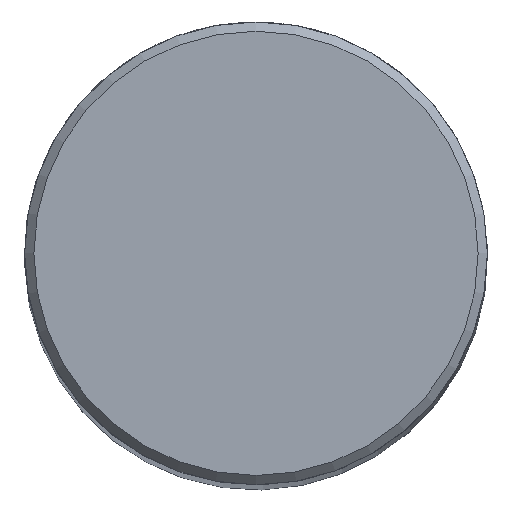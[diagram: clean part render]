
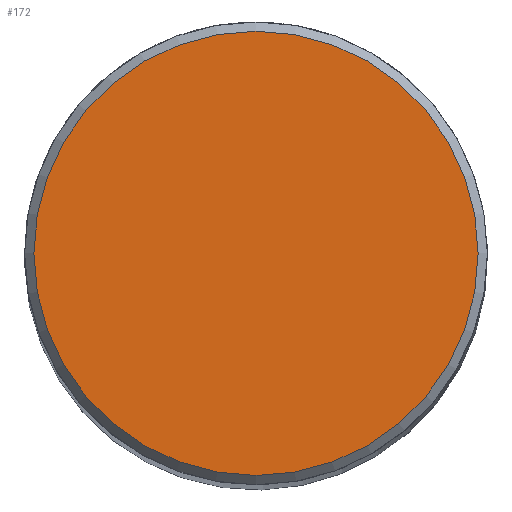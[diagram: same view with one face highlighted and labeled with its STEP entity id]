
A CAD part, top view. The second image highlights one B-rep face of the part: STEP entity #172.
In plain terms, the highlighted planar face has unit normal (0, 0, 1).
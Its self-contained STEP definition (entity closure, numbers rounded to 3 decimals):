
#172=ADVANCED_FACE('',(#253),#254,.T.);
#253=FACE_OUTER_BOUND('',#311,.T.);
#254=PLANE('',#312);
#311=EDGE_LOOP('',(#377));
#312=AXIS2_PLACEMENT_3D('',#378,#379,#380);
#377=ORIENTED_EDGE('',*,*,#428,.T.);
#378=CARTESIAN_POINT('',(0.0,0.0,82.5));
#379=DIRECTION('',(0.0,0.0,1.0));
#380=DIRECTION('',(1.0,0.0,0.0));
#428=EDGE_CURVE('',#463,#463,#464,.T.);
#463=VERTEX_POINT('',#501);
#464=CIRCLE('',#502,12.0);
#501=CARTESIAN_POINT('',(12.0,0.0,82.5));
#502=AXIS2_PLACEMENT_3D('',#541,#542,#543);
#541=CARTESIAN_POINT('',(0.0,0.0,82.5));
#542=DIRECTION('',(0.0,0.0,1.0));
#543=DIRECTION('',(1.0,0.0,0.0));
